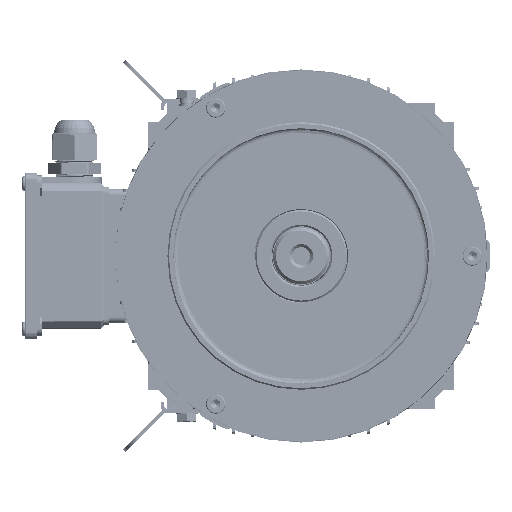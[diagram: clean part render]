
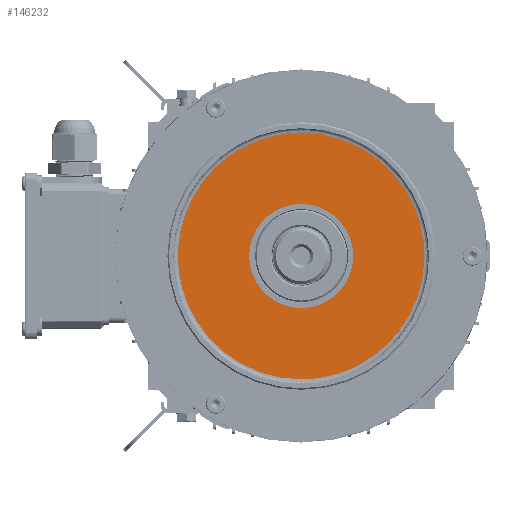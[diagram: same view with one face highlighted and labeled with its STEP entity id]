
A CAD part, left-side view. The second image highlights one B-rep face of the part: STEP entity #146232.
In plain terms, the highlighted planar face has unit normal (-1, 0, 0).
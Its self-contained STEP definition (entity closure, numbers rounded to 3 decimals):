
#2940 = CARTESIAN_POINT ( 'NONE',  ( -209.139, 63.08, -32.463 ) ) ;
#4328 =( BOUNDED_CURVE ( )  B_SPLINE_CURVE ( 3, ( #131450, #115769, #191538, #37471 ),
 .UNSPECIFIED., .F., .F. ) 
 B_SPLINE_CURVE_WITH_KNOTS ( ( 4, 4 ),
 ( 0.5, 1. ),
 .UNSPECIFIED. ) 
 CURVE ( )  GEOMETRIC_REPRESENTATION_ITEM ( )  RATIONAL_B_SPLINE_CURVE ( ( 1., 0.333, 0.333, 1. ) ) 
 REPRESENTATION_ITEM ( '' )  );
#14250 = CARTESIAN_POINT ( 'NONE',  ( -209.139, -185.92, 50.537 ) ) ;
#14914 = CARTESIAN_POINT ( 'NONE',  ( -209.139, -19.92, -115.463 ) ) ;
#17879 = CARTESIAN_POINT ( 'NONE',  ( -209.139, 15.08, -32.463 ) ) ;
#18239 = ORIENTED_EDGE ( 'NONE', *, *, #175481, .F. ) ;
#24751 = EDGE_LOOP ( 'NONE', ( #76436, #159337 ) ) ;
#29027 = CIRCLE ( 'NONE', #76372, 35. ) ;
#31613 = DIRECTION ( 'NONE',  ( 1., 0., 0. ) ) ;
#33475 = CIRCLE ( 'NONE', #147876, 35. ) ;
#33792 = EDGE_CURVE ( 'NONE', #186154, #164982, #4328, .T. ) ;
#37471 = CARTESIAN_POINT ( 'NONE',  ( -209.139, -19.92, 50.537 ) ) ;
#39490 = DIRECTION ( 'NONE',  ( 0., 1., 0. ) ) ;
#54846 = AXIS2_PLACEMENT_3D ( 'NONE', #2940, #31613, #94391 ) ;
#58405 = DIRECTION ( 'NONE',  ( 0., 1., 0. ) ) ;
#59101 = ORIENTED_EDGE ( 'NONE', *, *, #33792, .F. ) ;
#61360 = EDGE_CURVE ( 'NONE', #131719, #125023, #33475, .T. ) ;
#66208 = CARTESIAN_POINT ( 'NONE',  ( -209.139, -19.92, -32.463 ) ) ;
#66241 = EDGE_LOOP ( 'NONE', ( #18239, #59101 ) ) ;
#72231 = DIRECTION ( 'NONE',  ( -1., 0., 0. ) ) ;
#75994 = EDGE_CURVE ( 'NONE', #125023, #131719, #29027, .T. ) ;
#76372 = AXIS2_PLACEMENT_3D ( 'NONE', #196775, #151805, #58405 ) ;
#76436 = ORIENTED_EDGE ( 'NONE', *, *, #75994, .F. ) ;
#79195 =( BOUNDED_CURVE ( )  B_SPLINE_CURVE ( 3, ( #107639, #14250, #155419, #14914 ),
 .UNSPECIFIED., .F., .F. ) 
 B_SPLINE_CURVE_WITH_KNOTS ( ( 4, 4 ),
 ( 0., 0.5 ),
 .UNSPECIFIED. ) 
 CURVE ( )  GEOMETRIC_REPRESENTATION_ITEM ( )  RATIONAL_B_SPLINE_CURVE ( ( 1., 0.333, 0.333, 1. ) ) 
 REPRESENTATION_ITEM ( '' )  );
#82146 = FACE_BOUND ( 'NONE', #24751, .T. ) ;
#94391 = DIRECTION ( 'NONE',  ( 0., -1., 0. ) ) ;
#107639 = CARTESIAN_POINT ( 'NONE',  ( -209.139, -19.92, 50.537 ) ) ;
#111355 = PLANE ( 'NONE',  #54846 ) ;
#115769 = CARTESIAN_POINT ( 'NONE',  ( -209.139, 146.08, -115.463 ) ) ;
#123986 = CARTESIAN_POINT ( 'NONE',  ( -209.139, -19.92, 50.537 ) ) ;
#125023 = VERTEX_POINT ( 'NONE', #17879 ) ;
#131450 = CARTESIAN_POINT ( 'NONE',  ( -209.139, -19.92, -115.463 ) ) ;
#131719 = VERTEX_POINT ( 'NONE', #138299 ) ;
#138185 = FACE_OUTER_BOUND ( 'NONE', #66241, .T. ) ;
#138299 = CARTESIAN_POINT ( 'NONE',  ( -209.139, -54.92, -32.463 ) ) ;
#146232 = ADVANCED_FACE ( 'NONE', ( #138185, #82146 ), #111355, .F. ) ;
#147876 = AXIS2_PLACEMENT_3D ( 'NONE', #66208, #72231, #39490 ) ;
#151805 = DIRECTION ( 'NONE',  ( -1., 0., 0. ) ) ;
#155419 = CARTESIAN_POINT ( 'NONE',  ( -209.139, -185.92, -115.463 ) ) ;
#159337 = ORIENTED_EDGE ( 'NONE', *, *, #61360, .F. ) ;
#164982 = VERTEX_POINT ( 'NONE', #123986 ) ;
#175481 = EDGE_CURVE ( 'NONE', #164982, #186154, #79195, .T. ) ;
#176868 = CARTESIAN_POINT ( 'NONE',  ( -209.139, -19.92, -115.463 ) ) ;
#186154 = VERTEX_POINT ( 'NONE', #176868 ) ;
#191538 = CARTESIAN_POINT ( 'NONE',  ( -209.139, 146.08, 50.537 ) ) ;
#196775 = CARTESIAN_POINT ( 'NONE',  ( -209.139, -19.92, -32.463 ) ) ;
